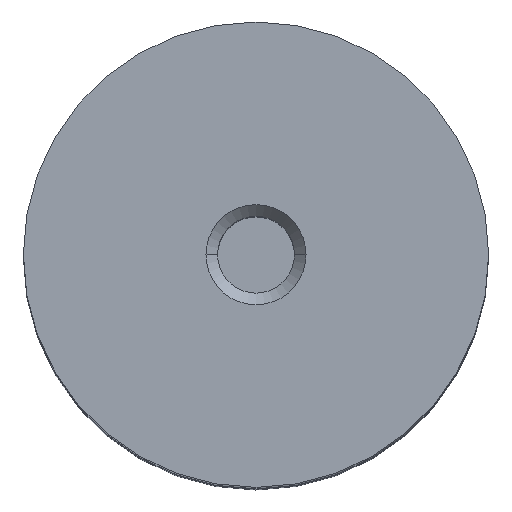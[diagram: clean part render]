
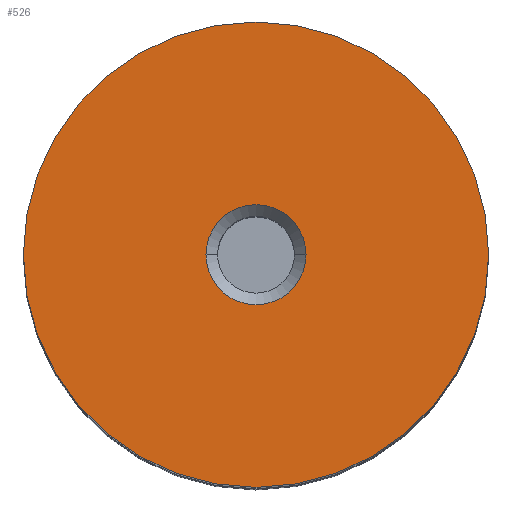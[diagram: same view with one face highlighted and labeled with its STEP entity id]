
A CAD part, top view. The second image highlights one B-rep face of the part: STEP entity #526.
In plain terms, the highlighted planar face has unit normal (0, 0, 1).
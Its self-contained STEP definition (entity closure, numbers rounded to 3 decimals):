
#1 = VERTEX_POINT ( 'NONE', #343 ) ;
#18 = DIRECTION ( 'NONE',  ( 1., 0., 0. ) ) ;
#24 = DIRECTION ( 'NONE',  ( 0., 0., 1. ) ) ;
#25 = PLANE ( 'NONE',  #510 ) ;
#44 = CIRCLE ( 'NONE', #469, 2.15 ) ;
#86 = DIRECTION ( 'NONE',  ( 0., 0., -1. ) ) ;
#93 = DIRECTION ( 'NONE',  ( 0., 0., 1. ) ) ;
#95 = EDGE_LOOP ( 'NONE', ( #511, #211 ) ) ;
#106 = CARTESIAN_POINT ( 'NONE',  ( -2.15, 0., 65. ) ) ;
#138 = DIRECTION ( 'NONE',  ( 0., 0., -1. ) ) ;
#142 = DIRECTION ( 'NONE',  ( 1., 0., 0. ) ) ;
#152 = ORIENTED_EDGE ( 'NONE', *, *, #391, .T. ) ;
#156 = AXIS2_PLACEMENT_3D ( 'NONE', #579, #86, #142 ) ;
#158 = CIRCLE ( 'NONE', #261, 10. ) ;
#211 = ORIENTED_EDGE ( 'NONE', *, *, #509, .T. ) ;
#244 = VERTEX_POINT ( 'NONE', #515 ) ;
#255 = EDGE_CURVE ( 'NONE', #531, #1, #158, .T. ) ;
#257 = VERTEX_POINT ( 'NONE', #106 ) ;
#261 = AXIS2_PLACEMENT_3D ( 'NONE', #476, #423, #18 ) ;
#304 = CIRCLE ( 'NONE', #156, 2.15 ) ;
#327 = DIRECTION ( 'NONE',  ( 1., 0., 0. ) ) ;
#343 = CARTESIAN_POINT ( 'NONE',  ( 10., 0., 65. ) ) ;
#359 = ORIENTED_EDGE ( 'NONE', *, *, #255, .T. ) ;
#371 = CARTESIAN_POINT ( 'NONE',  ( 0., 0., 65. ) ) ;
#387 = FACE_OUTER_BOUND ( 'NONE', #481, .T. ) ;
#391 = EDGE_CURVE ( 'NONE', #1, #531, #508, .T. ) ;
#421 = DIRECTION ( 'NONE',  ( 1., 0., 0. ) ) ;
#422 = EDGE_CURVE ( 'NONE', #244, #257, #304, .T. ) ;
#423 = DIRECTION ( 'NONE',  ( 0., 0., 1. ) ) ;
#455 = CARTESIAN_POINT ( 'NONE',  ( 0., 0., 65. ) ) ;
#469 = AXIS2_PLACEMENT_3D ( 'NONE', #371, #138, #327 ) ;
#474 = CARTESIAN_POINT ( 'NONE',  ( 0., 0., 65. ) ) ;
#476 = CARTESIAN_POINT ( 'NONE',  ( 0., 0., 65. ) ) ;
#480 = FACE_BOUND ( 'NONE', #95, .T. ) ;
#481 = EDGE_LOOP ( 'NONE', ( #359, #152 ) ) ;
#496 = AXIS2_PLACEMENT_3D ( 'NONE', #455, #93, #535 ) ;
#508 = CIRCLE ( 'NONE', #496, 10. ) ;
#509 = EDGE_CURVE ( 'NONE', #257, #244, #44, .T. ) ;
#510 = AXIS2_PLACEMENT_3D ( 'NONE', #474, #24, #421 ) ;
#511 = ORIENTED_EDGE ( 'NONE', *, *, #422, .T. ) ;
#515 = CARTESIAN_POINT ( 'NONE',  ( 2.15, 0., 65. ) ) ;
#517 = CARTESIAN_POINT ( 'NONE',  ( -10., 0., 65. ) ) ;
#526 = ADVANCED_FACE ( 'NONE', ( #480, #387 ), #25, .T. ) ;
#531 = VERTEX_POINT ( 'NONE', #517 ) ;
#535 = DIRECTION ( 'NONE',  ( 1., 0., 0. ) ) ;
#579 = CARTESIAN_POINT ( 'NONE',  ( 0., 0., 65. ) ) ;
